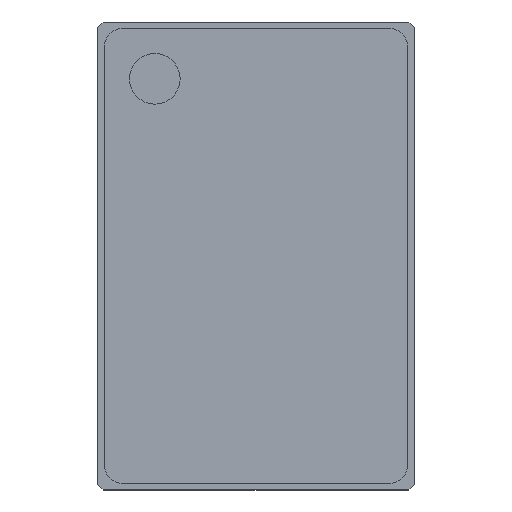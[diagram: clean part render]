
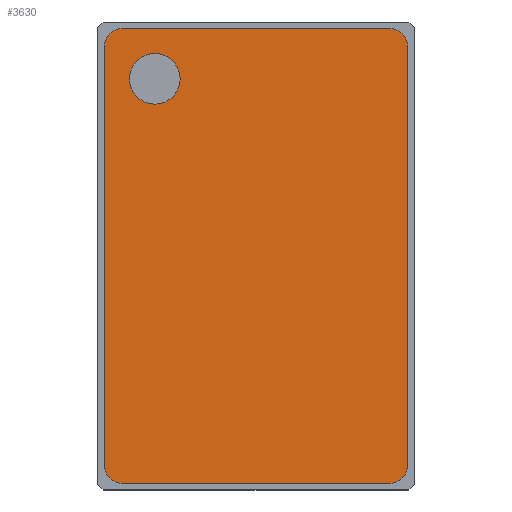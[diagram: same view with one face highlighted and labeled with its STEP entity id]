
A CAD part, top view. The second image highlights one B-rep face of the part: STEP entity #3630.
In plain terms, the highlighted planar face has unit normal (0, 0, 1).
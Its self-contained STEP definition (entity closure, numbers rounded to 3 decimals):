
#3321 = VERTEX_POINT('',#3322);
#3322 = CARTESIAN_POINT('',(-0.8,1.2,0.85));
#3338 = EDGE_CURVE('',#3321,#3321,#3339,.T.);
#3339 = CIRCLE('',#3340,0.2);
#3340 = AXIS2_PLACEMENT_3D('',#3341,#3342,#3343);
#3341 = CARTESIAN_POINT('',(-0.8,1.4,0.85));
#3342 = DIRECTION('',(0.,0.,-1.));
#3343 = DIRECTION('',(0.,1.,0.));
#3362 = EDGE_CURVE('',#3363,#3365,#3367,.T.);
#3363 = VERTEX_POINT('',#3364);
#3364 = CARTESIAN_POINT('',(1.05,1.8,0.85));
#3365 = VERTEX_POINT('',#3366);
#3366 = CARTESIAN_POINT('',(1.2,1.65,0.85));
#3367 = CIRCLE('',#3368,0.15);
#3368 = AXIS2_PLACEMENT_3D('',#3369,#3370,#3371);
#3369 = CARTESIAN_POINT('',(1.05,1.65,0.85));
#3370 = DIRECTION('',(0.,0.,-1.));
#3371 = DIRECTION('',(0.707,0.707,0.));
#3414 = VERTEX_POINT('',#3415);
#3415 = CARTESIAN_POINT('',(-1.05,1.8,0.85));
#3421 = EDGE_CURVE('',#3363,#3414,#3422,.T.);
#3422 = LINE('',#3423,#3424);
#3423 = CARTESIAN_POINT('',(-1.2,1.8,0.85));
#3424 = VECTOR('',#3425,1.);
#3425 = DIRECTION('',(-1.,0.,0.));
#3494 = EDGE_CURVE('',#3495,#3414,#3497,.T.);
#3495 = VERTEX_POINT('',#3496);
#3496 = CARTESIAN_POINT('',(-1.2,1.65,0.85));
#3497 = CIRCLE('',#3498,0.15);
#3498 = AXIS2_PLACEMENT_3D('',#3499,#3500,#3501);
#3499 = CARTESIAN_POINT('',(-1.05,1.65,0.85));
#3500 = DIRECTION('',(0.,0.,-1.));
#3501 = DIRECTION('',(-0.707,0.707,-0.));
#3522 = VERTEX_POINT('',#3523);
#3523 = CARTESIAN_POINT('',(-1.2,-1.65,0.85));
#3529 = EDGE_CURVE('',#3495,#3522,#3530,.T.);
#3530 = LINE('',#3531,#3532);
#3531 = CARTESIAN_POINT('',(-1.2,-1.8,0.85));
#3532 = VECTOR('',#3533,1.);
#3533 = DIRECTION('',(0.,-1.,0.));
#3543 = EDGE_CURVE('',#3544,#3522,#3546,.T.);
#3544 = VERTEX_POINT('',#3545);
#3545 = CARTESIAN_POINT('',(-1.05,-1.8,0.85));
#3546 = CIRCLE('',#3547,0.15);
#3547 = AXIS2_PLACEMENT_3D('',#3548,#3549,#3550);
#3548 = CARTESIAN_POINT('',(-1.05,-1.65,0.85));
#3549 = DIRECTION('',(0.,-0.,-1.));
#3550 = DIRECTION('',(-0.707,-0.707,0.));
#3571 = VERTEX_POINT('',#3572);
#3572 = CARTESIAN_POINT('',(1.05,-1.8,0.85));
#3578 = EDGE_CURVE('',#3544,#3571,#3579,.T.);
#3579 = LINE('',#3580,#3581);
#3580 = CARTESIAN_POINT('',(1.2,-1.8,0.85));
#3581 = VECTOR('',#3582,1.);
#3582 = DIRECTION('',(1.,0.,0.));
#3592 = EDGE_CURVE('',#3593,#3571,#3595,.T.);
#3593 = VERTEX_POINT('',#3594);
#3594 = CARTESIAN_POINT('',(1.2,-1.65,0.85));
#3595 = CIRCLE('',#3596,0.15);
#3596 = AXIS2_PLACEMENT_3D('',#3597,#3598,#3599);
#3597 = CARTESIAN_POINT('',(1.05,-1.65,0.85));
#3598 = DIRECTION('',(0.,-0.,-1.));
#3599 = DIRECTION('',(0.707,-0.707,0.));
#3618 = EDGE_CURVE('',#3593,#3365,#3619,.T.);
#3619 = LINE('',#3620,#3621);
#3620 = CARTESIAN_POINT('',(1.2,1.8,0.85));
#3621 = VECTOR('',#3622,1.);
#3622 = DIRECTION('',(0.,1.,0.));
#3630 = ADVANCED_FACE('',(#3631,#3641),#3644,.T.);
#3631 = FACE_BOUND('',#3632,.T.);
#3632 = EDGE_LOOP('',(#3633,#3634,#3635,#3636,#3637,#3638,#3639,#3640));
#3633 = ORIENTED_EDGE('',*,*,#3362,.F.);
#3634 = ORIENTED_EDGE('',*,*,#3421,.T.);
#3635 = ORIENTED_EDGE('',*,*,#3494,.F.);
#3636 = ORIENTED_EDGE('',*,*,#3529,.T.);
#3637 = ORIENTED_EDGE('',*,*,#3543,.F.);
#3638 = ORIENTED_EDGE('',*,*,#3578,.T.);
#3639 = ORIENTED_EDGE('',*,*,#3592,.F.);
#3640 = ORIENTED_EDGE('',*,*,#3618,.T.);
#3641 = FACE_BOUND('',#3642,.T.);
#3642 = EDGE_LOOP('',(#3643));
#3643 = ORIENTED_EDGE('',*,*,#3338,.T.);
#3644 = PLANE('',#3645);
#3645 = AXIS2_PLACEMENT_3D('',#3646,#3647,#3648);
#3646 = CARTESIAN_POINT('',(0.,0.,0.85));
#3647 = DIRECTION('',(0.,0.,1.));
#3648 = DIRECTION('',(0.,-1.,0.));
